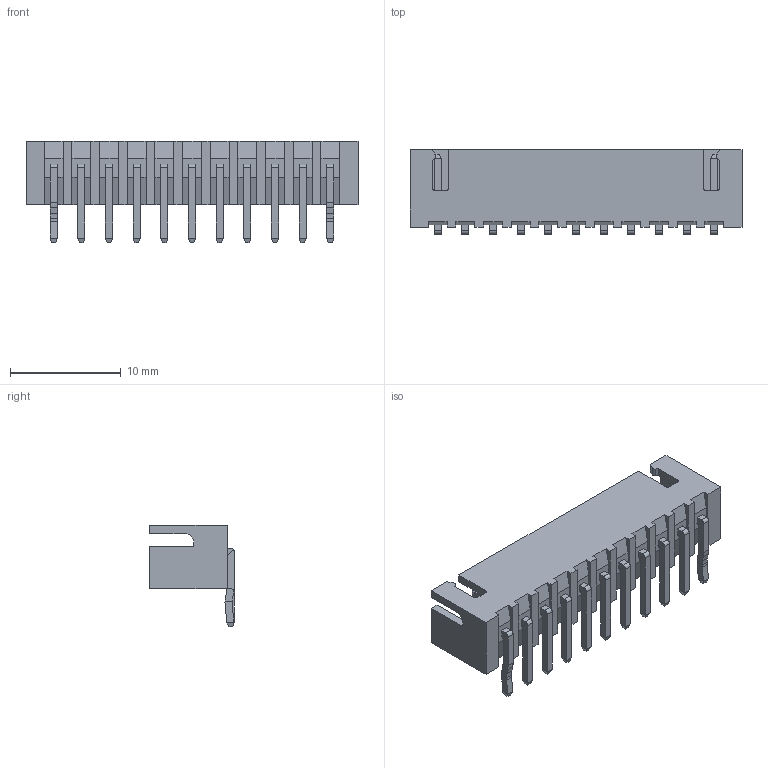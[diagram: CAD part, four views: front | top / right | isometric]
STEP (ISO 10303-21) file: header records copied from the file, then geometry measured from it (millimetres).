
FILE_DESCRIPTION (( 'STEP AP203' ), '1' );
FILE_NAME ('14K-511-421-AA1.STEP', '2024-02-23T18:02:41', ( '' ), ( '' ), 'SwSTEP 2.0', 'SolidWorks 2023', '' );
FILE_SCHEMA (( 'CONFIG_CONTROL_DESIGN' ));
Length unit declared in the file: millimetre
Products named in the file (4): 14K-511-421-AA1; 14K Series Pin Header Insulator_511; 14K Series Pin_16; 14K Series Pin_21
Assembly tree (12 placements, depth 2):
  14K-511-421-AA1
    14K Series Pin Header Insulator_511
    14K Series Pin_21  x2
    14K Series Pin_16  x9
Bounding box: 30 x 7.64 x 9.17 mm (x, y, z)
Volume: 573.8 mm3; surface area: 1620.2 mm2
Topology: 12 solids, 12 shells, 420 faces, 1100 edges, 704 vertices
Faces by surface type: plane 377, cylinder 43
Entity records: 7386 total; most frequent: CARTESIAN_POINT 1201, ORIENTED_EDGE 1180, DIRECTION 1090, EDGE_CURVE 590, VECTOR 536, LINE 536, VERTEX_POINT 388, AXIS2_PLACEMENT_3D 277
